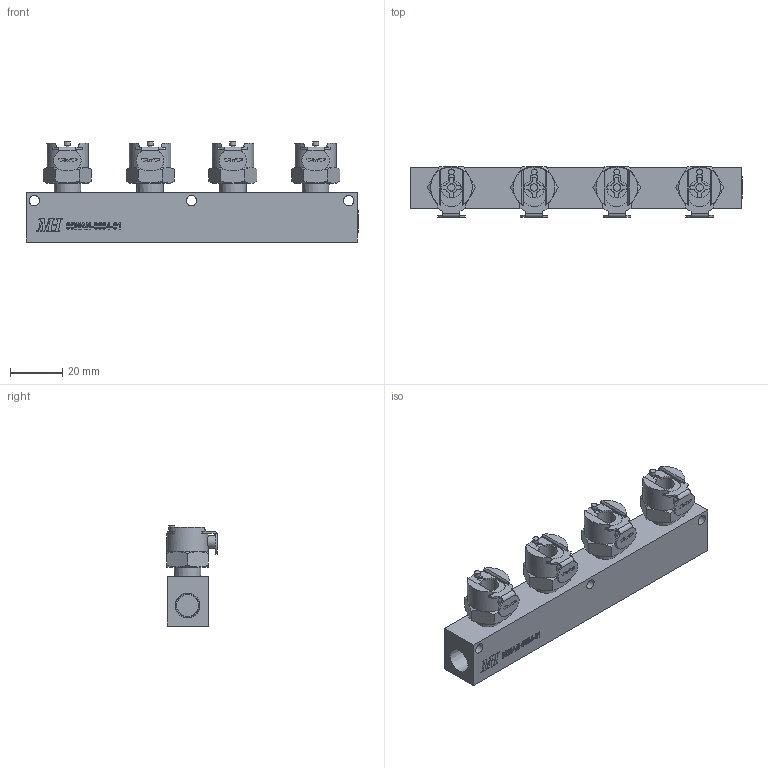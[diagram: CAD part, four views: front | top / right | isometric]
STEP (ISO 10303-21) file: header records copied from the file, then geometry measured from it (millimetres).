
FILE_DESCRIPTION(('STEP AP214'),'1');
FILE_NAME('00MAN-0004-01_B1 (Low Pressure Manifold, Quad (4x) 18-27 FNPT outlet ports With CPC).stp','2024-03-28T20:38:38',(' '),(' '),'Spatial InterOp 3D',' ',' ');
FILE_SCHEMA(('AUTOMOTIVE_DESIGN { 1 0 10303 214 1 1 1 1 }'));
Length unit declared in the file: inch
Products named in the file (6): Assembly27; ASSEM1; 00MAN-0004-02 (Low Pressure Manifold, Quad (4x) 1/8-27 FNPT outlet ports w/ CPC Fittings); 00CPC-0020-00 (CPC Fitting, 5/16 QD Coupling x ?-27 NPT Threaded, Valved, Straight, Brass) [Colder MCD1002] [dl]
Assembly tree (8 placements, depth 3):
  Assembly27
    ASSEM1
    00MAN-0004-02 (Low Pressure Manifold, Quad (4x) 1/8-27 FNPT outlet ports w/ CPC Fittings)
      ASSEM1
      00CPC-0020-00 (CPC Fitting, 5/16 QD Coupling x ?-27 NPT Threaded, Valved, Straight, Brass) [Colder MCD1002] [dl]  x4
      (unnamed)
Bounding box: 127.38 x 19.43 x 38.4 mm (x, y, z)
Volume: 69101.4 mm3; surface area: 38173.4 mm2
Topology: 7 solids, 7 shells, 1713 faces, 4786 edges, 3163 vertices
Faces by surface type: plane 1382, cylinder 244, cone 80, torus 4, bspline 3
Full cylindrical faces by diameter (mm): 1.27 x4, 2.286 x4, 2.794 x4, 3.937 x6, 4.191 x4, 4.42 x8, 4.826 x4, 7.137 x4, 8.001 x4, 8.611 x2, 10.287 x4, 16.002 x4
Entity records: 50854 total; most frequent: CARTESIAN_POINT 9330, ORIENTED_EDGE 6802, DIRECTION 6077, EDGE_CURVE 3401, LINE 3049, VECTOR 3049, VERTEX_POINT 2291, AXIS2_PLACEMENT_3D 1514
